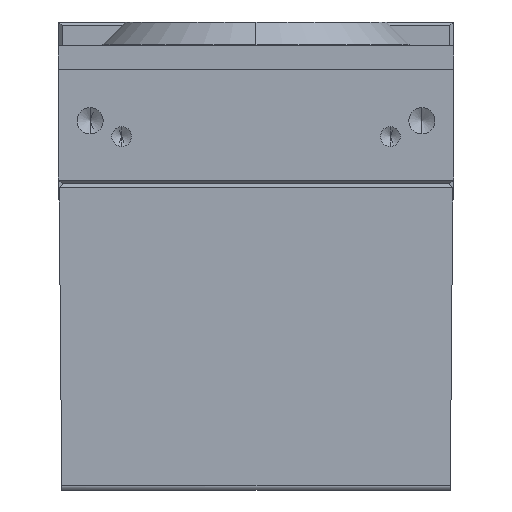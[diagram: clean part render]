
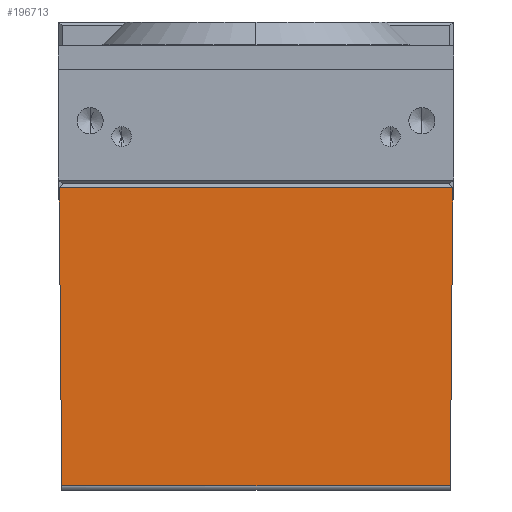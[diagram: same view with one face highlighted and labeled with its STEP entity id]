
A CAD part, left-side view. The second image highlights one B-rep face of the part: STEP entity #196713.
In plain terms, the highlighted planar face has unit normal (-1, 0, 0).
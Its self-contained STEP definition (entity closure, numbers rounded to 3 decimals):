
#2330 = CARTESIAN_POINT ( 'NONE',  ( -30.455, 46.132, -40.812 ) ) ;
#5436 = EDGE_LOOP ( 'NONE', ( #109274, #20846, #176435, #81537, #150582, #179367 ) ) ;
#6662 = LINE ( 'NONE', #59896, #138515 ) ;
#8485 = PLANE ( 'NONE',  #200036 ) ;
#12685 = DIRECTION ( 'NONE',  ( 0., 0., 1. ) ) ;
#14355 = LINE ( 'NONE', #170294, #121205 ) ;
#16026 = CARTESIAN_POINT ( 'NONE',  ( -30.455, -3.036, -40.812 ) ) ;
#16986 = VERTEX_POINT ( 'NONE', #69739 ) ;
#20846 = ORIENTED_EDGE ( 'NONE', *, *, #108472, .T. ) ;
#25132 = DIRECTION ( 'NONE',  ( -1., 0., 0. ) ) ;
#34534 = VERTEX_POINT ( 'NONE', #193033 ) ;
#42599 = CARTESIAN_POINT ( 'NONE',  ( -30.455, -3.346, -3.085 ) ) ;
#46388 = DIRECTION ( 'NONE',  ( 0., -0.009, 1. ) ) ;
#47085 = FACE_OUTER_BOUND ( 'NONE', #5436, .T. ) ;
#52009 = DIRECTION ( 'NONE',  ( 0., -0.009, -1. ) ) ;
#59896 = CARTESIAN_POINT ( 'NONE',  ( -30.455, -3.346, -5.76 ) ) ;
#59899 = DIRECTION ( 'NONE',  ( 0., 1., 0. ) ) ;
#64016 = VERTEX_POINT ( 'NONE', #2330 ) ;
#67929 = VERTEX_POINT ( 'NONE', #138714 ) ;
#69739 = CARTESIAN_POINT ( 'NONE',  ( -30.455, 46.438, -3.085 ) ) ;
#76988 = CARTESIAN_POINT ( 'NONE',  ( -30.455, -3.036, -41.32 ) ) ;
#77275 = VECTOR ( 'NONE', #127169, 1000. ) ;
#81537 = ORIENTED_EDGE ( 'NONE', *, *, #193256, .T. ) ;
#90940 = VECTOR ( 'NONE', #52009, 1000. ) ;
#103240 = EDGE_CURVE ( 'NONE', #64016, #67929, #201651, .T. ) ;
#104822 = EDGE_CURVE ( 'NONE', #198020, #126553, #6662, .T. ) ;
#108472 = EDGE_CURVE ( 'NONE', #126553, #16986, #165689, .T. ) ;
#109274 = ORIENTED_EDGE ( 'NONE', *, *, #104822, .T. ) ;
#110981 = VECTOR ( 'NONE', #59899, 1000. ) ;
#118952 = DIRECTION ( 'NONE',  ( 0., 1., 0. ) ) ;
#121205 = VECTOR ( 'NONE', #152141, 1000. ) ;
#126303 = CARTESIAN_POINT ( 'NONE',  ( -30.455, -3.346, -5.76 ) ) ;
#126553 = VERTEX_POINT ( 'NONE', #42599 ) ;
#127169 = DIRECTION ( 'NONE',  ( 0., -1., 0. ) ) ;
#138515 = VECTOR ( 'NONE', #12685, 1000. ) ;
#138714 = CARTESIAN_POINT ( 'NONE',  ( -30.455, -3.041, -40.812 ) ) ;
#139318 = LINE ( 'NONE', #76988, #186689 ) ;
#141235 = CARTESIAN_POINT ( 'NONE',  ( -30.455, -3.346, -3.085 ) ) ;
#147266 = CARTESIAN_POINT ( 'NONE',  ( -30.455, 46.438, -5.76 ) ) ;
#150582 = ORIENTED_EDGE ( 'NONE', *, *, #103240, .T. ) ;
#151629 = CARTESIAN_POINT ( 'NONE',  ( -30.455, -3.346, -5.76 ) ) ;
#152141 = DIRECTION ( 'NONE',  ( 0., 0., 1. ) ) ;
#165689 = LINE ( 'NONE', #141235, #110981 ) ;
#170294 = CARTESIAN_POINT ( 'NONE',  ( -30.455, 46.438, -5.76 ) ) ;
#176435 = ORIENTED_EDGE ( 'NONE', *, *, #178584, .F. ) ;
#178584 = EDGE_CURVE ( 'NONE', #34534, #16986, #14355, .T. ) ;
#179367 = ORIENTED_EDGE ( 'NONE', *, *, #188136, .T. ) ;
#182979 = LINE ( 'NONE', #147266, #90940 ) ;
#186689 = VECTOR ( 'NONE', #46388, 1000. ) ;
#188136 = EDGE_CURVE ( 'NONE', #67929, #198020, #139318, .T. ) ;
#193033 = CARTESIAN_POINT ( 'NONE',  ( -30.455, 46.438, -5.76 ) ) ;
#193256 = EDGE_CURVE ( 'NONE', #34534, #64016, #182979, .T. ) ;
#196713 = ADVANCED_FACE ( 'NONE', ( #47085 ), #8485, .T. ) ;
#198020 = VERTEX_POINT ( 'NONE', #126303 ) ;
#200036 = AXIS2_PLACEMENT_3D ( 'NONE', #151629, #25132, #118952 ) ;
#201651 = LINE ( 'NONE', #16026, #77275 ) ;
